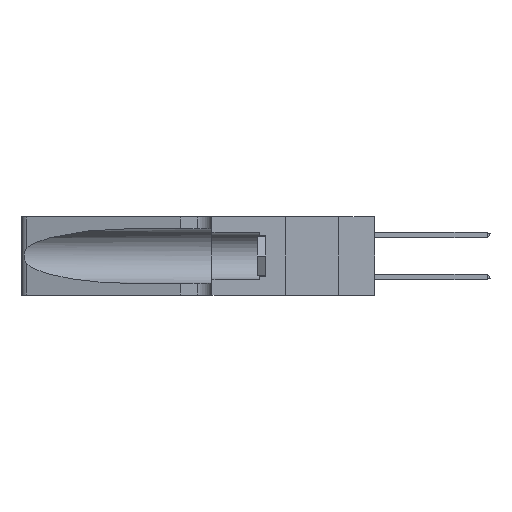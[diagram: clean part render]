
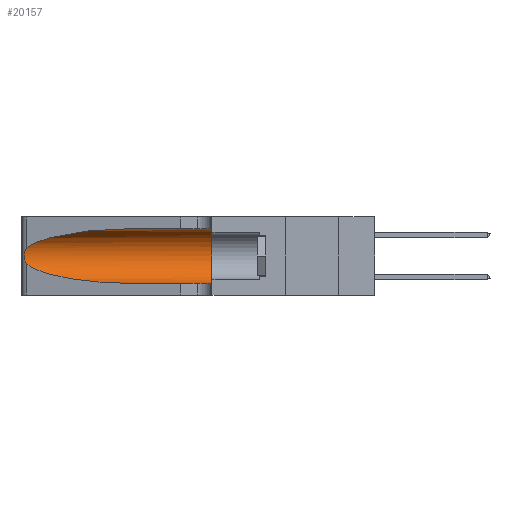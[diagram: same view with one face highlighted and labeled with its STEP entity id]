
A CAD part, left-side view. The second image highlights one B-rep face of the part: STEP entity #20157.
In plain terms, the highlighted cylindrical face has radius 3.308 mm (diameter 6.617 mm), a partial arc.
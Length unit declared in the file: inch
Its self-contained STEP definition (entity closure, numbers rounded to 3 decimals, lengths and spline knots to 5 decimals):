
#28 = CARTESIAN_POINT ( 'NONE',  ( 0.26075, 1.23896, 0.19203 ) ) ;
#176 = EDGE_CURVE ( 'NONE', #20637, #16019, #4523, .T. ) ;
#1063 = CARTESIAN_POINT ( 'NONE',  ( 0.18966, 0.96281, 0.31525 ) ) ;
#2744 = CARTESIAN_POINT ( 'NONE',  ( 0.25555, 1.22993, 0.14849 ) ) ;
#2985 = ORIENTED_EDGE ( 'NONE', *, *, #9118, .T. ) ;
#2991 = CARTESIAN_POINT ( 'NONE',  ( 0.25854, 1.2359, 0.20912 ) ) ;
#4064 = VERTEX_POINT ( 'NONE', #25530 ) ;
#4084 = EDGE_CURVE ( 'NONE', #16019, #16759, #34676, .T. ) ;
#4143 = DIRECTION ( 'NONE',  ( 0., -1., 0. ) ) ;
#4523 =( BOUNDED_CURVE ( )  B_SPLINE_CURVE ( 3, ( #6858, #1063, #9703, #32336 ),
 .UNSPECIFIED., .F., .T. ) 
 B_SPLINE_CURVE_WITH_KNOTS ( ( 4, 4 ),
 ( 1.5708, 2.84003 ),
 .UNSPECIFIED. ) 
 CURVE ( )  GEOMETRIC_REPRESENTATION_ITEM ( )  RATIONAL_B_SPLINE_CURVE ( ( 1., 0.87, 0.87, 1. ) ) 
 REPRESENTATION_ITEM ( '' )  );
#5586 = CARTESIAN_POINT ( 'NONE',  ( 0.25856, 1.23593, 0.16098 ) ) ;
#5946 = EDGE_CURVE ( 'NONE', #20637, #29385, #24726, .T. ) ;
#6858 = CARTESIAN_POINT ( 'NONE',  ( 0.1305, 0.72297, 0.31525 ) ) ;
#7227 = CARTESIAN_POINT ( 'NONE',  ( 0.1305, 1.61858, 0.31525 ) ) ;
#7566 = AXIS2_PLACEMENT_3D ( 'NONE', #10402, #18861, #13248 ) ;
#8550 = CARTESIAN_POINT ( 'NONE',  ( 0.25487, 1.22718, 0.14631 ) ) ;
#9036 = CARTESIAN_POINT ( 'NONE',  ( 0.1305, 1.61858, 0.05475 ) ) ;
#9118 = EDGE_CURVE ( 'NONE', #16759, #4064, #17716, .T. ) ;
#9703 = CARTESIAN_POINT ( 'NONE',  ( 0.2373, 1.15595, 0.28018 ) ) ;
#10110 = LINE ( 'NONE', #9036, #32673 ) ;
#10402 = CARTESIAN_POINT ( 'NONE',  ( 0.1305, 1.61858, 0.185 ) ) ;
#10787 = CARTESIAN_POINT ( 'NONE',  ( 0.1305, 0.35, 0.31525 ) ) ;
#10881 = ORIENTED_EDGE ( 'NONE', *, *, #5946, .F. ) ;
#12178 = CARTESIAN_POINT ( 'NONE',  ( 0.25487, 1.22718, 0.14631 ) ) ;
#12500 = DIRECTION ( 'NONE',  ( 0., -1., 0. ) ) ;
#13248 = DIRECTION ( 'NONE',  ( 0., 0., -1. ) ) ;
#13578 = ORIENTED_EDGE ( 'NONE', *, *, #17353, .T. ) ;
#16019 = VERTEX_POINT ( 'NONE', #22263 ) ;
#16287 = VECTOR ( 'NONE', #4143, 39.37008 ) ;
#16759 = VERTEX_POINT ( 'NONE', #12178 ) ;
#16978 = CARTESIAN_POINT ( 'NONE',  ( 0.25487, 1.22718, 0.22369 ) ) ;
#17353 = EDGE_CURVE ( 'NONE', #4064, #25008, #10110, .T. ) ;
#17716 =( BOUNDED_CURVE ( )  B_SPLINE_CURVE ( 3, ( #26902, #18381, #35375, #27020 ),
 .UNSPECIFIED., .F., .T. ) 
 B_SPLINE_CURVE_WITH_KNOTS ( ( 4, 4 ),
 ( 3.44316, 4.71239 ),
 .UNSPECIFIED. ) 
 CURVE ( )  GEOMETRIC_REPRESENTATION_ITEM ( )  RATIONAL_B_SPLINE_CURVE ( ( 1., 0.87, 0.87, 1. ) ) 
 REPRESENTATION_ITEM ( '' )  );
#18381 = CARTESIAN_POINT ( 'NONE',  ( 0.2373, 1.15595, 0.08982 ) ) ;
#18861 = DIRECTION ( 'NONE',  ( 0., -1., 0. ) ) ;
#18974 = ORIENTED_EDGE ( 'NONE', *, *, #25944, .F. ) ;
#19215 = CIRCLE ( 'NONE', #24083, 0.13025 ) ;
#19615 = CARTESIAN_POINT ( 'NONE',  ( 0.25639, 1.23186, 0.15144 ) ) ;
#19737 = CARTESIAN_POINT ( 'NONE',  ( 0.26018, 1.23835, 0.19895 ) ) ;
#20157 = ADVANCED_FACE ( 'NONE', ( #20534 ), #34615, .F. ) ;
#20534 = FACE_OUTER_BOUND ( 'NONE', #26278, .T. ) ;
#20637 = VERTEX_POINT ( 'NONE', #29782 ) ;
#22263 = CARTESIAN_POINT ( 'NONE',  ( 0.25487, 1.22718, 0.22369 ) ) ;
#24083 = AXIS2_PLACEMENT_3D ( 'NONE', #27334, #27085, #32874 ) ;
#24726 = LINE ( 'NONE', #7227, #16287 ) ;
#25008 = VERTEX_POINT ( 'NONE', #28867 ) ;
#25167 = CARTESIAN_POINT ( 'NONE',  ( 0.25555, 1.22994, 0.2215 ) ) ;
#25530 = CARTESIAN_POINT ( 'NONE',  ( 0.1305, 0.72297, 0.05475 ) ) ;
#25944 = EDGE_CURVE ( 'NONE', #29385, #25008, #19215, .T. ) ;
#26278 = EDGE_LOOP ( 'NONE', ( #27669, #33406, #2985, #13578, #18974, #10881 ) ) ;
#26902 = CARTESIAN_POINT ( 'NONE',  ( 0.25487, 1.22718, 0.14631 ) ) ;
#27020 = CARTESIAN_POINT ( 'NONE',  ( 0.1305, 0.72297, 0.05475 ) ) ;
#27085 = DIRECTION ( 'NONE',  ( 0., 1., 0. ) ) ;
#27334 = CARTESIAN_POINT ( 'NONE',  ( 0.1305, 0.35, 0.185 ) ) ;
#27669 = ORIENTED_EDGE ( 'NONE', *, *, #176, .T. ) ;
#28867 = CARTESIAN_POINT ( 'NONE',  ( 0.1305, 0.35, 0.05475 ) ) ;
#29385 = VERTEX_POINT ( 'NONE', #10787 ) ;
#29782 = CARTESIAN_POINT ( 'NONE',  ( 0.1305, 0.72297, 0.31525 ) ) ;
#31184 = CARTESIAN_POINT ( 'NONE',  ( 0.26075, 1.23896, 0.178 ) ) ;
#32336 = CARTESIAN_POINT ( 'NONE',  ( 0.25487, 1.22718, 0.22369 ) ) ;
#32673 = VECTOR ( 'NONE', #12500, 39.37008 ) ;
#32874 = DIRECTION ( 'NONE',  ( 0., 0., 1. ) ) ;
#33406 = ORIENTED_EDGE ( 'NONE', *, *, #4084, .T. ) ;
#33653 = CARTESIAN_POINT ( 'NONE',  ( 0.26017, 1.23833, 0.17102 ) ) ;
#33737 = CARTESIAN_POINT ( 'NONE',  ( 0.25639, 1.23184, 0.21858 ) ) ;
#33776 = CARTESIAN_POINT ( 'NONE',  ( 0.25787, 1.23484, 0.2124 ) ) ;
#34615 = CYLINDRICAL_SURFACE ( 'NONE', #7566, 0.13025 ) ;
#34676 = B_SPLINE_CURVE_WITH_KNOTS ( 'NONE', 3,
 ( #16978, #25167, #33737, #33776, #2991, #19737, #28, #31184, #33653, #5586, #36468, #19615, #2744, #8550 ),
 .UNSPECIFIED., .F., .F.,
 ( 4, 2, 2, 2, 2, 2, 4 ),
 ( 0., 0.00027, 0.00053, 0.00107, 0.0016, 0.00187, 0.00214 ),
 .UNSPECIFIED. ) ;
#35375 = CARTESIAN_POINT ( 'NONE',  ( 0.18966, 0.96281, 0.05475 ) ) ;
#36468 = CARTESIAN_POINT ( 'NONE',  ( 0.25789, 1.23486, 0.15765 ) ) ;
